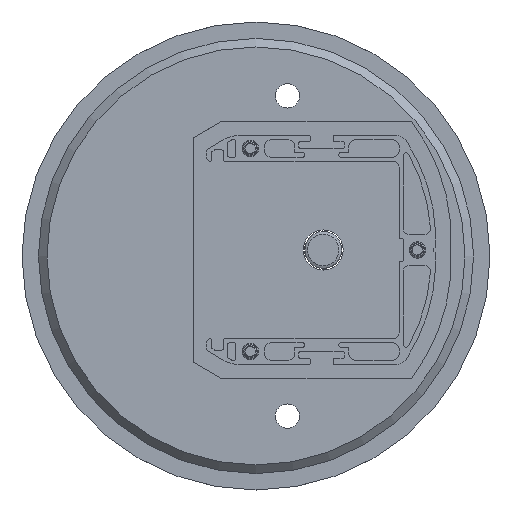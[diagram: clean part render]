
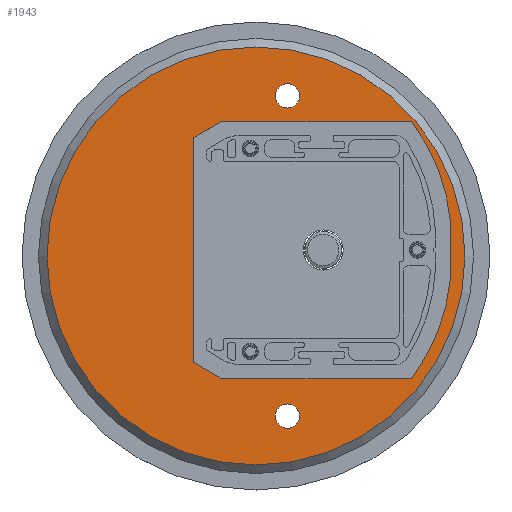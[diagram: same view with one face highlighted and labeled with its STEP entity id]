
A CAD part, top view. The second image highlights one B-rep face of the part: STEP entity #1943.
In plain terms, the highlighted planar face has unit normal (0, 0, 1).
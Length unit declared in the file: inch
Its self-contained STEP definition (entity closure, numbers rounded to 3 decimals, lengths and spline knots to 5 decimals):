
#90 = DIRECTION ( 'NONE',  ( -1., 0., 0. ) ) ;
#237 = FACE_OUTER_BOUND ( 'NONE', #9184, .T. ) ;
#367 = VERTEX_POINT ( 'NONE', #8679 ) ;
#1086 = VERTEX_POINT ( 'NONE', #5977 ) ;
#1663 = AXIS2_PLACEMENT_3D ( 'NONE', #3336, #6745, #90 ) ;
#1807 = DIRECTION ( 'NONE',  ( 0., 0., -1. ) ) ;
#1838 = FACE_BOUND ( 'NONE', #2458, .T. ) ;
#1912 = VERTEX_POINT ( 'NONE', #4327 ) ;
#1943 = ADVANCED_FACE ( 'NONE', ( #237, #8557, #6016, #3583, #1838 ), #6947, .F. ) ;
#1952 = DIRECTION ( 'NONE',  ( 0., 0., -1. ) ) ;
#2425 = CARTESIAN_POINT ( 'NONE',  ( -5.3696, 27.44443, -22.25884 ) ) ;
#2458 = EDGE_LOOP ( 'NONE', ( #6928 ) ) ;
#2589 = ORIENTED_EDGE ( 'NONE', *, *, #8261, .T. ) ;
#3016 = DIRECTION ( 'NONE',  ( 0., 0., -1. ) ) ;
#3290 = VERTEX_POINT ( 'NONE', #6648 ) ;
#3336 = CARTESIAN_POINT ( 'NONE',  ( -7.16094, 29.64915, -22.25884 ) ) ;
#3498 = VERTEX_POINT ( 'NONE', #8515 ) ;
#3583 = FACE_BOUND ( 'NONE', #6604, .T. ) ;
#3755 = ORIENTED_EDGE ( 'NONE', *, *, #8802, .T. ) ;
#3971 = EDGE_CURVE ( 'NONE', #3290, #3290, #8395, .T. ) ;
#3990 = AXIS2_PLACEMENT_3D ( 'NONE', #4991, #1807, #5157 ) ;
#4127 = CIRCLE ( 'NONE', #8889, 0.16732 ) ;
#4327 = CARTESIAN_POINT ( 'NONE',  ( -7.32826, 25.2397, -22.25884 ) ) ;
#4381 = DIRECTION ( 'NONE',  ( -1., 0., 0. ) ) ;
#4598 = CARTESIAN_POINT ( 'NONE',  ( -7.16094, 25.2397, -22.25884 ) ) ;
#4897 = DIRECTION ( 'NONE',  ( 0., 0., -1. ) ) ;
#4991 = CARTESIAN_POINT ( 'NONE',  ( -6.4818, 27.44443, -22.25884 ) ) ;
#5157 = DIRECTION ( 'NONE',  ( -1., 0., 0. ) ) ;
#5182 = AXIS2_PLACEMENT_3D ( 'NONE', #9374, #1952, #5187 ) ;
#5187 = DIRECTION ( 'NONE',  ( -1., 0., 0. ) ) ;
#5585 = AXIS2_PLACEMENT_3D ( 'NONE', #10554, #3016, #9736 ) ;
#5748 = CIRCLE ( 'NONE', #3990, 0.59055 ) ;
#5977 = CARTESIAN_POINT ( 'NONE',  ( -10.47196, 27.44443, -22.25884 ) ) ;
#6016 = FACE_BOUND ( 'NONE', #6485, .T. ) ;
#6485 = EDGE_LOOP ( 'NONE', ( #3755 ) ) ;
#6604 = EDGE_LOOP ( 'NONE', ( #7954 ) ) ;
#6648 = CARTESIAN_POINT ( 'NONE',  ( -5.53692, 27.44443, -22.25884 ) ) ;
#6745 = DIRECTION ( 'NONE',  ( 0., 0., -1. ) ) ;
#6928 = ORIENTED_EDGE ( 'NONE', *, *, #8769, .T. ) ;
#6947 = PLANE ( 'NONE',  #5182 ) ;
#7033 = ORIENTED_EDGE ( 'NONE', *, *, #9854, .F. ) ;
#7954 = ORIENTED_EDGE ( 'NONE', *, *, #3971, .T. ) ;
#7966 = DIRECTION ( 'NONE',  ( 0., 0., -1. ) ) ;
#8106 = DIRECTION ( 'NONE',  ( -1., 0., 0. ) ) ;
#8261 = EDGE_CURVE ( 'NONE', #367, #367, #5748, .T. ) ;
#8347 = CIRCLE ( 'NONE', #1663, 0.16732 ) ;
#8395 = CIRCLE ( 'NONE', #9278, 0.16732 ) ;
#8515 = CARTESIAN_POINT ( 'NONE',  ( -7.32826, 29.64915, -22.25884 ) ) ;
#8557 = FACE_BOUND ( 'NONE', #10711, .T. ) ;
#8679 = CARTESIAN_POINT ( 'NONE',  ( -7.07235, 27.44443, -22.25884 ) ) ;
#8759 = CIRCLE ( 'NONE', #5585, 2.87795 ) ;
#8769 = EDGE_CURVE ( 'NONE', #3498, #3498, #8347, .T. ) ;
#8802 = EDGE_CURVE ( 'NONE', #1912, #1912, #4127, .T. ) ;
#8889 = AXIS2_PLACEMENT_3D ( 'NONE', #4598, #7966, #4381 ) ;
#9184 = EDGE_LOOP ( 'NONE', ( #7033 ) ) ;
#9278 = AXIS2_PLACEMENT_3D ( 'NONE', #2425, #4897, #8106 ) ;
#9374 = CARTESIAN_POINT ( 'NONE',  ( -7.59401, 24.44837, -22.25884 ) ) ;
#9736 = DIRECTION ( 'NONE',  ( -1., 0., 0. ) ) ;
#9854 = EDGE_CURVE ( 'NONE', #1086, #1086, #8759, .T. ) ;
#10554 = CARTESIAN_POINT ( 'NONE',  ( -7.59401, 27.44443, -22.25884 ) ) ;
#10711 = EDGE_LOOP ( 'NONE', ( #2589 ) ) ;
